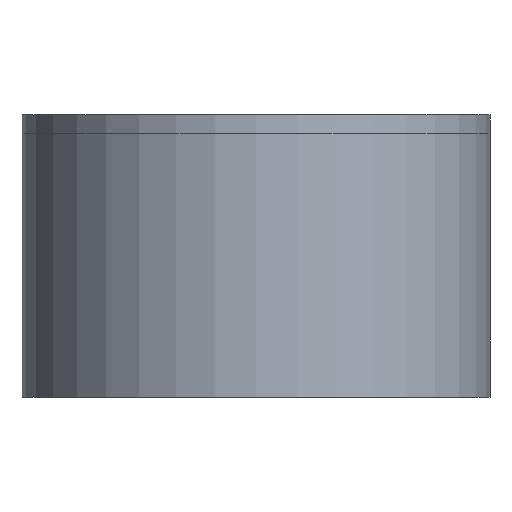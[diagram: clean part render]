
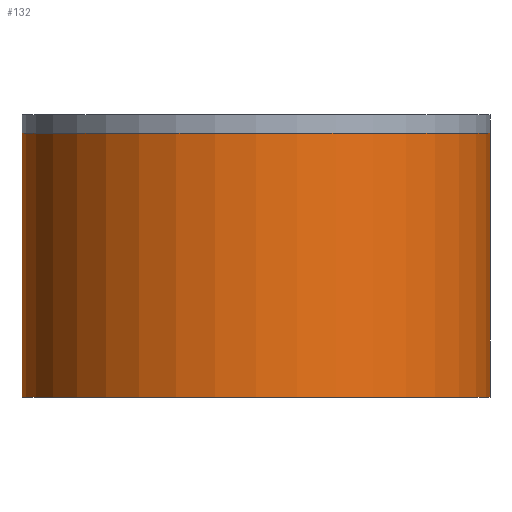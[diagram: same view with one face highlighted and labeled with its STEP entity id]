
A CAD part, front view. The second image highlights one B-rep face of the part: STEP entity #132.
In plain terms, the highlighted cylindrical face has radius 12.6 mm (diameter 25.2 mm), a full revolution.
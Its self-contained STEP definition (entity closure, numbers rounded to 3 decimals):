
#19=CYLINDRICAL_SURFACE('',#159,12.6);
#37=FACE_BOUND('',#65,.T.);
#47=FACE_OUTER_BOUND('',#64,.T.);
#64=EDGE_LOOP('',(#114));
#65=EDGE_LOOP('',(#115));
#78=CIRCLE('',#160,12.6);
#79=CIRCLE('',#161,12.6);
#88=VERTEX_POINT('',#231);
#89=VERTEX_POINT('',#233);
#98=EDGE_CURVE('',#88,#88,#78,.T.);
#99=EDGE_CURVE('',#89,#89,#79,.T.);
#114=ORIENTED_EDGE('',*,*,#98,.F.);
#115=ORIENTED_EDGE('',*,*,#99,.F.);
#132=ADVANCED_FACE('',(#47,#37),#19,.T.);
#159=AXIS2_PLACEMENT_3D('',#230,#196,#197);
#160=AXIS2_PLACEMENT_3D('',#232,#198,#199);
#161=AXIS2_PLACEMENT_3D('',#234,#200,#201);
#196=DIRECTION('center_axis',(0.,0.,1.));
#197=DIRECTION('ref_axis',(-1.,0.,0.));
#198=DIRECTION('center_axis',(0.,0.,1.));
#199=DIRECTION('ref_axis',(-1.,0.,0.));
#200=DIRECTION('center_axis',(0.,0.,-1.));
#201=DIRECTION('ref_axis',(-1.,0.,0.));
#230=CARTESIAN_POINT('Origin',(0.,0.,0.));
#231=CARTESIAN_POINT('',(12.6,0.,14.2));
#232=CARTESIAN_POINT('Origin',(0.,0.,14.2));
#233=CARTESIAN_POINT('',(12.6,0.,0.));
#234=CARTESIAN_POINT('Origin',(0.,0.,0.));
